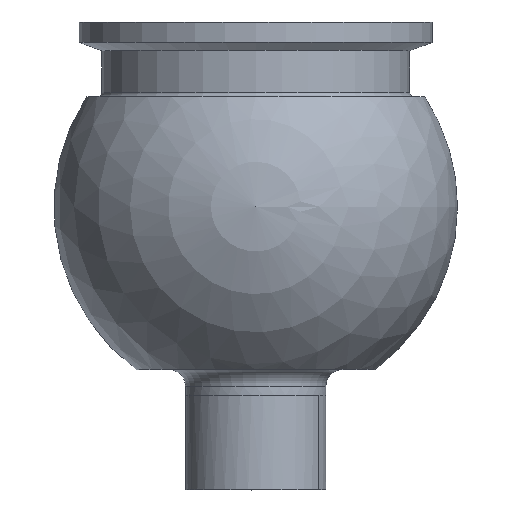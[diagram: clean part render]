
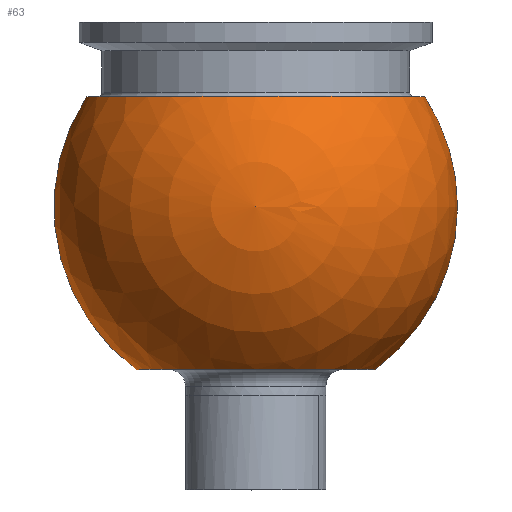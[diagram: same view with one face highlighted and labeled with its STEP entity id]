
A CAD part, top view. The second image highlights one B-rep face of the part: STEP entity #63.
In plain terms, the highlighted spherical face has radius 36.5 mm.
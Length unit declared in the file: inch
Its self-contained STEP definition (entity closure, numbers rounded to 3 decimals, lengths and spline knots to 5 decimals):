
#5 = FACE_OUTER_BOUND ( 'NONE', #290, .T. ) ;
#22 = CARTESIAN_POINT ( 'NONE',  ( 0., 0.785, 0. ) ) ;
#26 = CIRCLE ( 'NONE', #184, 0.85088 ) ;
#41 = CARTESIAN_POINT ( 'NONE',  ( 0., 0., 0. ) ) ;
#44 = DIRECTION ( 'NONE',  ( 0., 0., -1. ) ) ;
#63 = ADVANCED_FACE ( 'NONE', ( #5 ), #543, .T. ) ;
#74 = DIRECTION ( 'NONE',  ( -1., 0., 0. ) ) ;
#85 = CARTESIAN_POINT ( 'NONE',  ( -0.85088, -1.158, 0. ) ) ;
#86 = ORIENTED_EDGE ( 'NONE', *, *, #90, .F. ) ;
#90 = EDGE_CURVE ( 'NONE', #285, #465, #102, .T. ) ;
#102 = CIRCLE ( 'NONE', #507, 1.437 ) ;
#122 = CIRCLE ( 'NONE', #372, 1.20364 ) ;
#142 = ORIENTED_EDGE ( 'NONE', *, *, #287, .T. ) ;
#175 = DIRECTION ( 'NONE',  ( -1., 0., 0. ) ) ;
#184 = AXIS2_PLACEMENT_3D ( 'NONE', #601, #280, #553 ) ;
#237 = ORIENTED_EDGE ( 'NONE', *, *, #263, .T. ) ;
#250 = VERTEX_POINT ( 'NONE', #570 ) ;
#263 = EDGE_CURVE ( 'NONE', #285, #314, #26, .T. ) ;
#264 = AXIS2_PLACEMENT_3D ( 'NONE', #335, #567, #342 ) ;
#269 = ORIENTED_EDGE ( 'NONE', *, *, #492, .F. ) ;
#273 = CIRCLE ( 'NONE', #264, 1.437 ) ;
#280 = DIRECTION ( 'NONE',  ( 0., 1., 0. ) ) ;
#285 = VERTEX_POINT ( 'NONE', #85 ) ;
#287 = EDGE_CURVE ( 'NONE', #314, #250, #273, .T. ) ;
#290 = EDGE_LOOP ( 'NONE', ( #86, #237, #142, #269 ) ) ;
#314 = VERTEX_POINT ( 'NONE', #387 ) ;
#335 = CARTESIAN_POINT ( 'NONE',  ( 0., 0., 0. ) ) ;
#342 = DIRECTION ( 'NONE',  ( 1., 0., 0. ) ) ;
#364 = DIRECTION ( 'NONE',  ( 0., 1., 0. ) ) ;
#372 = AXIS2_PLACEMENT_3D ( 'NONE', #22, #364, #74 ) ;
#378 = DIRECTION ( 'NONE',  ( 0., 0., -1. ) ) ;
#387 = CARTESIAN_POINT ( 'NONE',  ( 0.85088, -1.158, 0. ) ) ;
#411 = AXIS2_PLACEMENT_3D ( 'NONE', #41, #44, #571 ) ;
#450 = CARTESIAN_POINT ( 'NONE',  ( -1.20364, 0.785, 0. ) ) ;
#465 = VERTEX_POINT ( 'NONE', #450 ) ;
#492 = EDGE_CURVE ( 'NONE', #465, #250, #122, .T. ) ;
#507 = AXIS2_PLACEMENT_3D ( 'NONE', #513, #378, #175 ) ;
#513 = CARTESIAN_POINT ( 'NONE',  ( 0., 0., 0. ) ) ;
#543 = SPHERICAL_SURFACE ( 'NONE', #411, 1.437 ) ;
#553 = DIRECTION ( 'NONE',  ( -1., 0., 0. ) ) ;
#567 = DIRECTION ( 'NONE',  ( 0., 0., 1. ) ) ;
#570 = CARTESIAN_POINT ( 'NONE',  ( 1.20364, 0.785, 0. ) ) ;
#571 = DIRECTION ( 'NONE',  ( 1., 0., 0. ) ) ;
#601 = CARTESIAN_POINT ( 'NONE',  ( 0., -1.158, 0. ) ) ;
